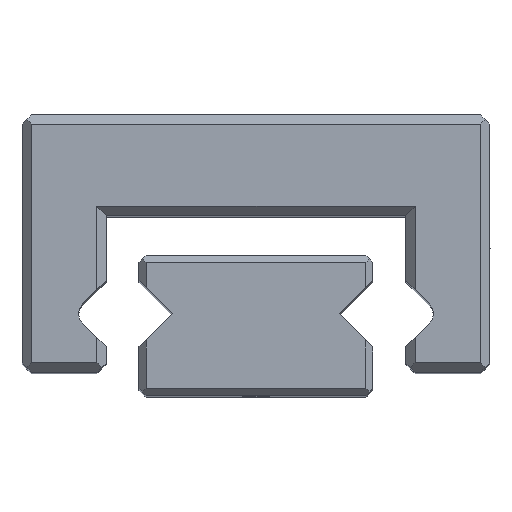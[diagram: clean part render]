
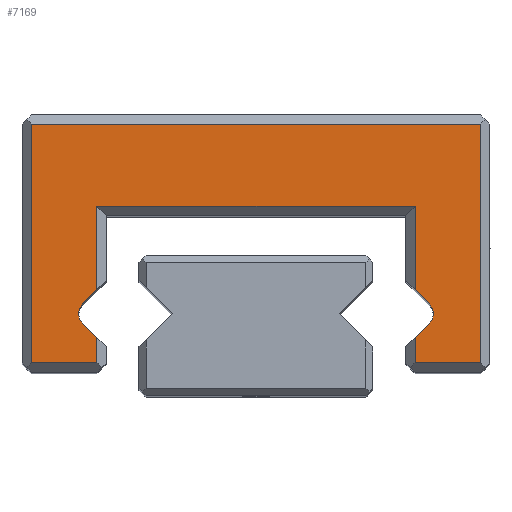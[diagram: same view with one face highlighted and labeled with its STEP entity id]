
A CAD part, top view. The second image highlights one B-rep face of the part: STEP entity #7169.
In plain terms, the highlighted planar face has unit normal (0, 0, 1).
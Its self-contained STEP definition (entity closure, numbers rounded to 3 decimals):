
#1 = ORIENTED_EDGE ( 'NONE', *, *, #10769, .T. ) ;
#2 = ORIENTED_EDGE ( 'NONE', *, *, #10771, .T. ) ;
#4 = ORIENTED_EDGE ( 'NONE', *, *, #10768, .T. ) ;
#6 = ORIENTED_EDGE ( 'NONE', *, *, #7089, .T. ) ;
#25 = ORIENTED_EDGE ( 'NONE', *, *, #7091, .T. ) ;
#26 = ORIENTED_EDGE ( 'NONE', *, *, #10897, .T. ) ;
#27 = ORIENTED_EDGE ( 'NONE', *, *, #10819, .T. ) ;
#28 = ORIENTED_EDGE ( 'NONE', *, *, #10770, .T. ) ;
#29 = ORIENTED_EDGE ( 'NONE', *, *, #10810, .T. ) ;
#30 = ORIENTED_EDGE ( 'NONE', *, *, #10806, .T. ) ;
#36 = ORIENTED_EDGE ( 'NONE', *, *, #10773, .T. ) ;
#546 = VERTEX_POINT ( 'NONE', #4538 ) ;
#574 = VERTEX_POINT ( 'NONE', #4584 ) ;
#1115 = DIRECTION ( 'NONE',  ( 0., 1., 0. ) ) ;
#1118 = CARTESIAN_POINT ( 'NONE',  ( 4.8, 5.3, 10. ) ) ;
#1168 = LINE ( 'NONE', #1176, #10073 ) ;
#1171 = CARTESIAN_POINT ( 'NONE',  ( -3.49, 1.25, 10. ) ) ;
#1172 = DIRECTION ( 'NONE',  ( 0., 0., -1. ) ) ;
#1173 = DIRECTION ( 'NONE',  ( 1., 0., 0. ) ) ;
#1176 = CARTESIAN_POINT ( 'NONE',  ( -3.2, 0.54, 10. ) ) ;
#1177 = DIRECTION ( 'NONE',  ( -0.71, 0.704, 0. ) ) ;
#1484 = PLANE ( 'NONE',  #10176 ) ;
#1486 = CARTESIAN_POINT ( 'NONE',  ( -3.49, 1.25, 10. ) ) ;
#1490 = FACE_OUTER_BOUND ( 'NONE', #9626, .T. ) ;
#1492 = DIRECTION ( 'NONE',  ( 0., 0., 1. ) ) ;
#1493 = DIRECTION ( 'NONE',  ( 1., 0., 0. ) ) ;
#2180 = LINE ( 'NONE', #7241, #3630 ) ;
#2475 = CARTESIAN_POINT ( 'NONE',  ( -3.4, 0.738, 10. ) ) ;
#2502 = CARTESIAN_POINT ( 'NONE',  ( -3.4, 1.762, 10. ) ) ;
#2544 = CARTESIAN_POINT ( 'NONE',  ( 3.4, 0.2, 10. ) ) ;
#2548 = CARTESIAN_POINT ( 'NONE',  ( -4.8, 5.3, 10. ) ) ;
#2625 = CARTESIAN_POINT ( 'NONE',  ( 3.4, 1.762, 10. ) ) ;
#2630 = CARTESIAN_POINT ( 'NONE',  ( -3.4, 0.2, 10. ) ) ;
#3434 = LINE ( 'NONE', #3442, #3621 ) ;
#3442 = CARTESIAN_POINT ( 'NONE',  ( 3.4, 1.96, 10. ) ) ;
#3443 = DIRECTION ( 'NONE',  ( 0., -1., 0. ) ) ;
#3444 = LINE ( 'NONE', #3445, #3623 ) ;
#3445 = CARTESIAN_POINT ( 'NONE',  ( 3.2, 3.55, 10. ) ) ;
#3446 = DIRECTION ( 'NONE',  ( 1., 0., 0. ) ) ;
#3447 = LINE ( 'NONE', #3448, #3624 ) ;
#3448 = CARTESIAN_POINT ( 'NONE',  ( -3.4, 3.35, 10. ) ) ;
#3449 = DIRECTION ( 'NONE',  ( 0., 1., 0. ) ) ;
#3450 = LINE ( 'NONE', #3451, #3625 ) ;
#3451 = CARTESIAN_POINT ( 'NONE',  ( -3.4, 0.54, 10. ) ) ;
#3452 = DIRECTION ( 'NONE',  ( 0., 1., 0. ) ) ;
#3453 = LINE ( 'NONE', #3454, #3626 ) ;
#3454 = CARTESIAN_POINT ( 'NONE',  ( -3.4, 0.2, 10. ) ) ;
#3455 = DIRECTION ( 'NONE',  ( 1., 0., 0. ) ) ;
#3456 = LINE ( 'NONE', #3457, #3627 ) ;
#3457 = CARTESIAN_POINT ( 'NONE',  ( -4.8, 0.2, 10. ) ) ;
#3458 = DIRECTION ( 'NONE',  ( 0., -1., 0. ) ) ;
#3459 = LINE ( 'NONE', #3460, #3628 ) ;
#3460 = CARTESIAN_POINT ( 'NONE',  ( -4.8, 5.3, 10. ) ) ;
#3461 = DIRECTION ( 'NONE',  ( -1., 0., 0. ) ) ;
#3462 = LINE ( 'NONE', #1118, #3629 ) ;
#3621 = VECTOR ( 'NONE', #3443, 1000. ) ;
#3623 = VECTOR ( 'NONE', #3446, 1000. ) ;
#3624 = VECTOR ( 'NONE', #3449, 1000. ) ;
#3625 = VECTOR ( 'NONE', #3452, 1000. ) ;
#3626 = VECTOR ( 'NONE', #3455, 1000. ) ;
#3627 = VECTOR ( 'NONE', #3458, 1000. ) ;
#3628 = VECTOR ( 'NONE', #3461, 1000. ) ;
#3629 = VECTOR ( 'NONE', #1115, 1000. ) ;
#3630 = VECTOR ( 'NONE', #7242, 1000. ) ;
#3631 = VECTOR ( 'NONE', #7245, 1000. ) ;
#3655 = VECTOR ( 'NONE', #7317, 1000. ) ;
#3660 = CIRCLE ( 'NONE', #3662, 0.3 ) ;
#3662 = AXIS2_PLACEMENT_3D ( 'NONE', #7331, #7332, #7333 ) ;
#3664 = VECTOR ( 'NONE', #7344, 1000. ) ;
#3675 = VECTOR ( 'NONE', #7370, 1000. ) ;
#3756 = CIRCLE ( 'NONE', #3759, 0.3 ) ;
#3759 = AXIS2_PLACEMENT_3D ( 'NONE', #7749, #7750, #7751 ) ;
#4031 = VERTEX_POINT ( 'NONE', #4666 ) ;
#4036 = VERTEX_POINT ( 'NONE', #4676 ) ;
#4046 = VERTEX_POINT ( 'NONE', #4695 ) ;
#4063 = VERTEX_POINT ( 'NONE', #4720 ) ;
#4074 = VERTEX_POINT ( 'NONE', #4742 ) ;
#4096 = VERTEX_POINT ( 'NONE', #4781 ) ;
#4098 = VERTEX_POINT ( 'NONE', #4783 ) ;
#4102 = VERTEX_POINT ( 'NONE', #4788 ) ;
#4538 = CARTESIAN_POINT ( 'NONE',  ( -3.79, 1.25, 10. ) ) ;
#4584 = CARTESIAN_POINT ( 'NONE',  ( -3.701, 1.463, 10. ) ) ;
#4666 = CARTESIAN_POINT ( 'NONE',  ( -3.4, 3.55, 10. ) ) ;
#4676 = CARTESIAN_POINT ( 'NONE',  ( 4.8, 5.3, 10. ) ) ;
#4695 = CARTESIAN_POINT ( 'NONE',  ( 4.8, 0.2, 10. ) ) ;
#4720 = CARTESIAN_POINT ( 'NONE',  ( 3.701, 1.463, 10. ) ) ;
#4742 = CARTESIAN_POINT ( 'NONE',  ( 3.4, 0.738, 10. ) ) ;
#4781 = CARTESIAN_POINT ( 'NONE',  ( -4.8, 0.2, 10. ) ) ;
#4783 = CARTESIAN_POINT ( 'NONE',  ( 3.4, 3.55, 10. ) ) ;
#4788 = CARTESIAN_POINT ( 'NONE',  ( -3.701, 1.037, 10. ) ) ;
#6194 = VERTEX_POINT ( 'NONE', #2475 ) ;
#6221 = VERTEX_POINT ( 'NONE', #2502 ) ;
#6263 = VERTEX_POINT ( 'NONE', #2544 ) ;
#6267 = VERTEX_POINT ( 'NONE', #2548 ) ;
#6344 = VERTEX_POINT ( 'NONE', #2625 ) ;
#6349 = VERTEX_POINT ( 'NONE', #2630 ) ;
#7089 = EDGE_CURVE ( 'NONE', #4102, #546, #10072, .T. ) ;
#7091 = EDGE_CURVE ( 'NONE', #6194, #4102, #1168, .T. ) ;
#7169 = ADVANCED_FACE ( 'NONE', ( #1490 ), #1484, .T. ) ;
#7241 = CARTESIAN_POINT ( 'NONE',  ( 4.8, 0.2, 10. ) ) ;
#7242 = DIRECTION ( 'NONE',  ( 1., 0., 0. ) ) ;
#7243 = LINE ( 'NONE', #7244, #3631 ) ;
#7244 = CARTESIAN_POINT ( 'NONE',  ( 3.4, 0.2, 10. ) ) ;
#7245 = DIRECTION ( 'NONE',  ( 0., -1., 0. ) ) ;
#7315 = LINE ( 'NONE', #7316, #3655 ) ;
#7316 = CARTESIAN_POINT ( 'NONE',  ( 3.2, 0.54, 10. ) ) ;
#7317 = DIRECTION ( 'NONE',  ( -0.71, -0.704, 0. ) ) ;
#7331 = CARTESIAN_POINT ( 'NONE',  ( 3.49, 1.25, 10. ) ) ;
#7332 = DIRECTION ( 'NONE',  ( 0., 0., -1. ) ) ;
#7333 = DIRECTION ( 'NONE',  ( -1., 0., 0. ) ) ;
#7335 = LINE ( 'NONE', #7343, #3664 ) ;
#7343 = CARTESIAN_POINT ( 'NONE',  ( 3.701, 1.463, 10. ) ) ;
#7344 = DIRECTION ( 'NONE',  ( 0.71, -0.704, 0. ) ) ;
#7368 = LINE ( 'NONE', #7369, #3675 ) ;
#7369 = CARTESIAN_POINT ( 'NONE',  ( -3.701, 1.463, 10. ) ) ;
#7370 = DIRECTION ( 'NONE',  ( 0.71, 0.704, 0. ) ) ;
#7749 = CARTESIAN_POINT ( 'NONE',  ( -3.49, 1.25, 10. ) ) ;
#7750 = DIRECTION ( 'NONE',  ( 0., 0., -1. ) ) ;
#7751 = DIRECTION ( 'NONE',  ( 1., 0., 0. ) ) ;
#8853 = CARTESIAN_POINT ( 'NONE',  ( 3.701, 1.037, 10. ) ) ;
#9626 = EDGE_LOOP ( 'NONE', ( #12475, #12469, #12471, #12448, #12470, #36, #12472, #2, #25, #6, #26, #27, #28, #1, #4, #29, #30 ) ) ;
#10071 = AXIS2_PLACEMENT_3D ( 'NONE', #1171, #1172, #1173 ) ;
#10072 = CIRCLE ( 'NONE', #10071, 0.3 ) ;
#10073 = VECTOR ( 'NONE', #1177, 1000. ) ;
#10176 = AXIS2_PLACEMENT_3D ( 'NONE', #1486, #1492, #1493 ) ;
#10768 = EDGE_CURVE ( 'NONE', #4098, #6344, #3434, .T. ) ;
#10769 = EDGE_CURVE ( 'NONE', #4031, #4098, #3444, .T. ) ;
#10770 = EDGE_CURVE ( 'NONE', #6221, #4031, #3447, .T. ) ;
#10771 = EDGE_CURVE ( 'NONE', #6349, #6194, #3450, .T. ) ;
#10772 = EDGE_CURVE ( 'NONE', #4096, #6349, #3453, .T. ) ;
#10773 = EDGE_CURVE ( 'NONE', #6267, #4096, #3456, .T. ) ;
#10774 = EDGE_CURVE ( 'NONE', #4036, #6267, #3459, .T. ) ;
#10775 = EDGE_CURVE ( 'NONE', #4046, #4036, #3462, .T. ) ;
#10776 = EDGE_CURVE ( 'NONE', #6263, #4046, #2180, .T. ) ;
#10777 = EDGE_CURVE ( 'NONE', #4074, #6263, #7243, .T. ) ;
#10801 = EDGE_CURVE ( 'NONE', #12369, #4074, #7315, .T. ) ;
#10806 = EDGE_CURVE ( 'NONE', #4063, #12369, #3660, .T. ) ;
#10810 = EDGE_CURVE ( 'NONE', #6344, #4063, #7335, .T. ) ;
#10819 = EDGE_CURVE ( 'NONE', #574, #6221, #7368, .T. ) ;
#10897 = EDGE_CURVE ( 'NONE', #546, #574, #3756, .T. ) ;
#12369 = VERTEX_POINT ( 'NONE', #8853 ) ;
#12448 = ORIENTED_EDGE ( 'NONE', *, *, #10775, .T. ) ;
#12469 = ORIENTED_EDGE ( 'NONE', *, *, #10777, .T. ) ;
#12470 = ORIENTED_EDGE ( 'NONE', *, *, #10774, .T. ) ;
#12471 = ORIENTED_EDGE ( 'NONE', *, *, #10776, .T. ) ;
#12472 = ORIENTED_EDGE ( 'NONE', *, *, #10772, .T. ) ;
#12475 = ORIENTED_EDGE ( 'NONE', *, *, #10801, .T. ) ;
